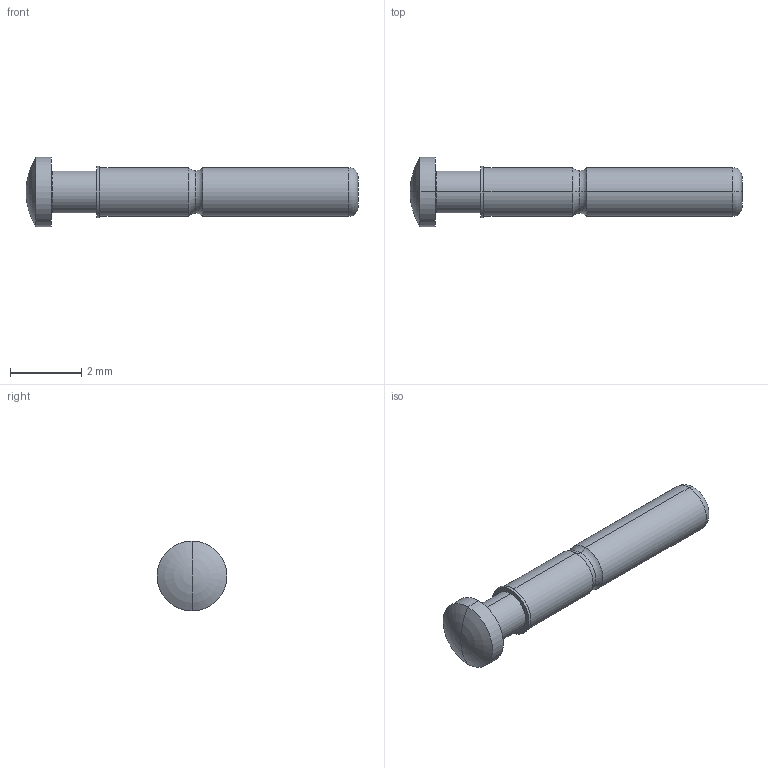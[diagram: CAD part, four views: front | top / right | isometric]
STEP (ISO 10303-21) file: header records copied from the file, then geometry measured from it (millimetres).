
FILE_DESCRIPTION (( 'STEP AP214' ), '1' );
FILE_NAME ('100-PL_0530_.STEP', '2016-04-29T18:46:27', ( 'spare' ), ( '' ), 'SwSTEP 2.0', 'SolidWorks 2016', '' );
FILE_SCHEMA (( 'AUTOMOTIVE_DESIGN' ));
Length unit declared in the file: inch
Products named in the file (1): 100-PL_0530_
Bounding box: 9.3 x 1.96 x 1.96 mm (x, y, z)
Volume: 13.8 mm3; surface area: 45.8 mm2
Topology: 1 solids, 1 shells, 26 faces, 52 edges, 29 vertices
Faces by surface type: torus 12, cylinder 10, plane 4
Entity records: 1048 total; most frequent: DIRECTION 144, CARTESIAN_POINT 106, ORIENTED_EDGE 100, AXIS2_PLACEMENT_3D 67, EDGE_CURVE 50, CIRCLE 40, EDGE_LOOP 29, DIMENSIONAL_EXPONENTS 29
